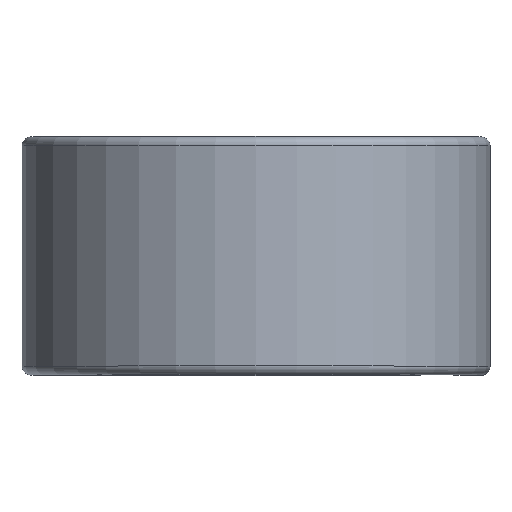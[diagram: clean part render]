
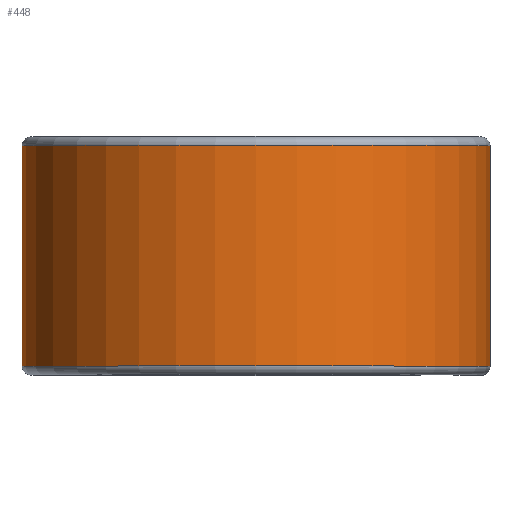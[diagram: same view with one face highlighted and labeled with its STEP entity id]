
A CAD part, top view. The second image highlights one B-rep face of the part: STEP entity #448.
In plain terms, the highlighted cylindrical face has radius 20.269 mm (diameter 40.538 mm), a partial arc.
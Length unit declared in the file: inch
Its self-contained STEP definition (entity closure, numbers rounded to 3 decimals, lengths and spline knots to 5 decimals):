
#6 = CIRCLE ( 'NONE', #180, 0.798 ) ;
#12 = CARTESIAN_POINT ( 'NONE',  ( 0., 0.37625, -0.798 ) ) ;
#34 = CARTESIAN_POINT ( 'NONE',  ( 0.798, 0.37625, 0. ) ) ;
#111 = DIRECTION ( 'NONE',  ( 0., 0., -1. ) ) ;
#116 = AXIS2_PLACEMENT_3D ( 'NONE', #2068, #1717, #1452 ) ;
#180 = AXIS2_PLACEMENT_3D ( 'NONE', #2403, #1315, #111 ) ;
#240 = ORIENTED_EDGE ( 'NONE', *, *, #1320, .F. ) ;
#448 = ADVANCED_FACE ( 'NONE', ( #2186 ), #581, .T. ) ;
#581 = CYLINDRICAL_SURFACE ( 'NONE', #116, 0.798 ) ;
#660 = ORIENTED_EDGE ( 'NONE', *, *, #1585, .T. ) ;
#735 = CARTESIAN_POINT ( 'NONE',  ( 0.798, 0.37625, 0. ) ) ;
#753 = DIRECTION ( 'NONE',  ( 0., 1., 0. ) ) ;
#803 = CARTESIAN_POINT ( 'NONE',  ( 0.798, -0.37625, 0. ) ) ;
#829 = ORIENTED_EDGE ( 'NONE', *, *, #1575, .T. ) ;
#1079 = ORIENTED_EDGE ( 'NONE', *, *, #1552, .F. ) ;
#1143 = CARTESIAN_POINT ( 'NONE',  ( 0., -0.37625, 0. ) ) ;
#1157 = VECTOR ( 'NONE', #753, 39.37008 ) ;
#1158 = CIRCLE ( 'NONE', #2406, 0.798 ) ;
#1246 = DIRECTION ( 'NONE',  ( 0., 1., 0. ) ) ;
#1309 = DIRECTION ( 'NONE',  ( 0., 0., -1. ) ) ;
#1315 = DIRECTION ( 'NONE',  ( 0., -1., 0. ) ) ;
#1320 = EDGE_CURVE ( 'NONE', #1908, #2285, #1938, .T. ) ;
#1378 = VERTEX_POINT ( 'NONE', #34 ) ;
#1452 = DIRECTION ( 'NONE',  ( 0., 0., -1. ) ) ;
#1552 = EDGE_CURVE ( 'NONE', #2053, #1908, #1158, .T. ) ;
#1575 = EDGE_CURVE ( 'NONE', #2053, #1378, #1608, .T. ) ;
#1585 = EDGE_CURVE ( 'NONE', #1378, #2285, #6, .T. ) ;
#1608 = LINE ( 'NONE', #735, #1157 ) ;
#1717 = DIRECTION ( 'NONE',  ( 0., -1., 0. ) ) ;
#1859 = CARTESIAN_POINT ( 'NONE',  ( 0., -0.37625, -0.798 ) ) ;
#1908 = VERTEX_POINT ( 'NONE', #1859 ) ;
#1938 = LINE ( 'NONE', #12, #2269 ) ;
#2053 = VERTEX_POINT ( 'NONE', #803 ) ;
#2068 = CARTESIAN_POINT ( 'NONE',  ( 0., 0.375, 0. ) ) ;
#2182 = CARTESIAN_POINT ( 'NONE',  ( 0., 0.37625, -0.798 ) ) ;
#2186 = FACE_OUTER_BOUND ( 'NONE', #2453, .T. ) ;
#2269 = VECTOR ( 'NONE', #1246, 39.37008 ) ;
#2285 = VERTEX_POINT ( 'NONE', #2182 ) ;
#2394 = DIRECTION ( 'NONE',  ( 0., -1., 0. ) ) ;
#2403 = CARTESIAN_POINT ( 'NONE',  ( 0., 0.37625, 0. ) ) ;
#2406 = AXIS2_PLACEMENT_3D ( 'NONE', #1143, #2394, #1309 ) ;
#2453 = EDGE_LOOP ( 'NONE', ( #829, #660, #240, #1079 ) ) ;
